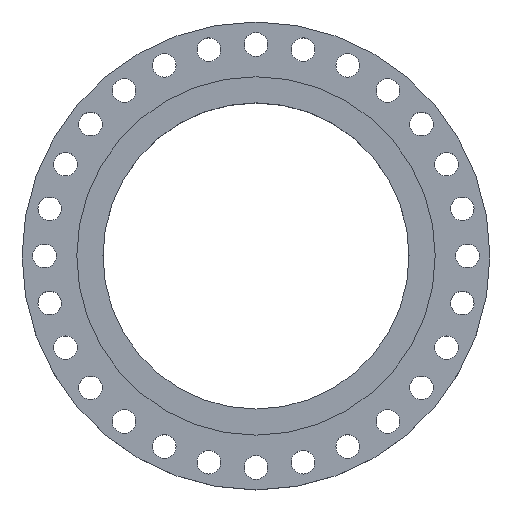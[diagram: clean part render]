
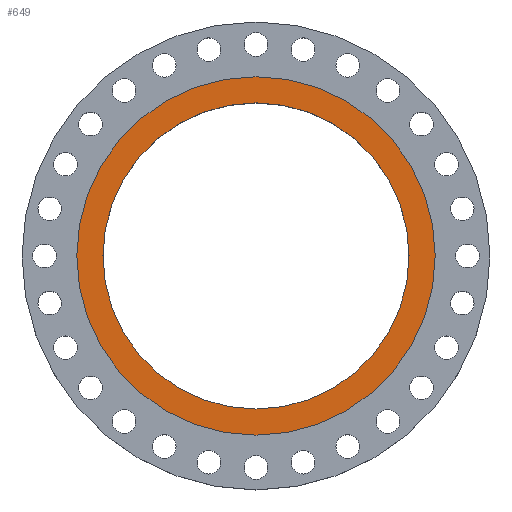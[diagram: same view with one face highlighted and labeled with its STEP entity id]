
A CAD part, top view. The second image highlights one B-rep face of the part: STEP entity #649.
In plain terms, the highlighted planar face has unit normal (0, 0, 1).
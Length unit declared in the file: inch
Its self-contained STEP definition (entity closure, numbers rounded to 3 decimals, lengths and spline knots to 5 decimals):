
#5 = EDGE_CURVE ( 'NONE', #2050, #1167, #684, .T. ) ;
#107 = CARTESIAN_POINT ( 'NONE',  ( 0., 15.375, 0. ) ) ;
#150 = VERTEX_POINT ( 'NONE', #1657 ) ;
#181 = DIRECTION ( 'NONE',  ( 0., 0., 1. ) ) ;
#183 = EDGE_LOOP ( 'NONE', ( #1206, #1331 ) ) ;
#218 = CIRCLE ( 'NONE', #2406, 15.375 ) ;
#371 = DIRECTION ( 'NONE',  ( 1., 0., 0. ) ) ;
#377 = CARTESIAN_POINT ( 'NONE',  ( 18., 0., 0. ) ) ;
#382 = AXIS2_PLACEMENT_3D ( 'NONE', #107, #1329, #1299 ) ;
#390 = AXIS2_PLACEMENT_3D ( 'NONE', #650, #1017, #2628 ) ;
#444 = CARTESIAN_POINT ( 'NONE',  ( 0., 0., 0. ) ) ;
#476 = ORIENTED_EDGE ( 'NONE', *, *, #1375, .T. ) ;
#528 = PLANE ( 'NONE',  #382 ) ;
#649 = ADVANCED_FACE ( 'NONE', ( #1186, #704 ), #528, .F. ) ;
#650 = CARTESIAN_POINT ( 'NONE',  ( 0., 0., 0. ) ) ;
#684 = CIRCLE ( 'NONE', #1873, 15.375 ) ;
#704 = FACE_OUTER_BOUND ( 'NONE', #1641, .T. ) ;
#809 = CARTESIAN_POINT ( 'NONE',  ( 0., 0., 0. ) ) ;
#1017 = DIRECTION ( 'NONE',  ( 0., 0., 1. ) ) ;
#1167 = VERTEX_POINT ( 'NONE', #1928 ) ;
#1186 = FACE_BOUND ( 'NONE', #183, .T. ) ;
#1206 = ORIENTED_EDGE ( 'NONE', *, *, #5, .F. ) ;
#1236 = AXIS2_PLACEMENT_3D ( 'NONE', #444, #2254, #1850 ) ;
#1299 = DIRECTION ( 'NONE',  ( -1., 0., 0. ) ) ;
#1329 = DIRECTION ( 'NONE',  ( 0., 0., -1. ) ) ;
#1331 = ORIENTED_EDGE ( 'NONE', *, *, #1967, .F. ) ;
#1375 = EDGE_CURVE ( 'NONE', #150, #1663, #2566, .T. ) ;
#1406 = DIRECTION ( 'NONE',  ( 0., 0., 1. ) ) ;
#1446 = CIRCLE ( 'NONE', #1236, 18. ) ;
#1630 = DIRECTION ( 'NONE',  ( 1., 0., 0. ) ) ;
#1641 = EDGE_LOOP ( 'NONE', ( #2359, #476 ) ) ;
#1657 = CARTESIAN_POINT ( 'NONE',  ( -18., 0., 0. ) ) ;
#1663 = VERTEX_POINT ( 'NONE', #377 ) ;
#1850 = DIRECTION ( 'NONE',  ( 1., 0., 0. ) ) ;
#1873 = AXIS2_PLACEMENT_3D ( 'NONE', #2444, #181, #371 ) ;
#1928 = CARTESIAN_POINT ( 'NONE',  ( -15.375, 0., 0. ) ) ;
#1967 = EDGE_CURVE ( 'NONE', #1167, #2050, #218, .T. ) ;
#1972 = CARTESIAN_POINT ( 'NONE',  ( 15.375, 0., 0. ) ) ;
#2003 = EDGE_CURVE ( 'NONE', #1663, #150, #1446, .T. ) ;
#2050 = VERTEX_POINT ( 'NONE', #1972 ) ;
#2254 = DIRECTION ( 'NONE',  ( 0., 0., 1. ) ) ;
#2359 = ORIENTED_EDGE ( 'NONE', *, *, #2003, .T. ) ;
#2406 = AXIS2_PLACEMENT_3D ( 'NONE', #809, #1406, #1630 ) ;
#2444 = CARTESIAN_POINT ( 'NONE',  ( 0., 0., 0. ) ) ;
#2566 = CIRCLE ( 'NONE', #390, 18. ) ;
#2628 = DIRECTION ( 'NONE',  ( 1., 0., 0. ) ) ;
